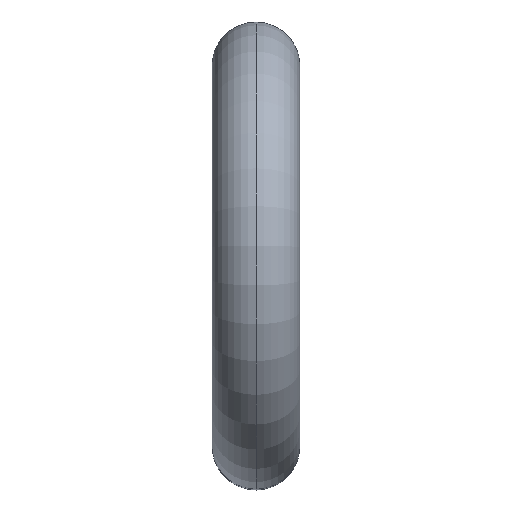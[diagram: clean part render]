
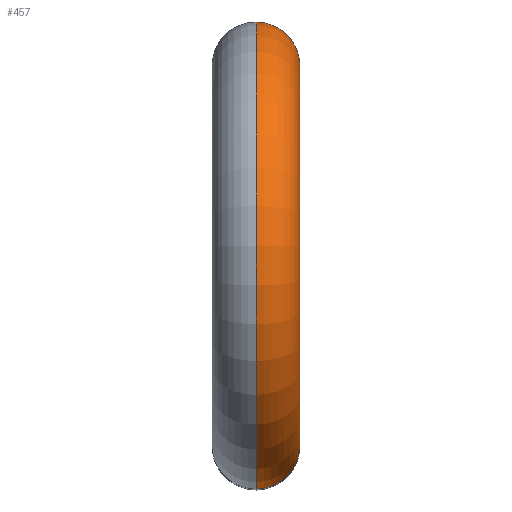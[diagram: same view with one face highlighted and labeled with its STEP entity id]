
A CAD part, top view. The second image highlights one B-rep face of the part: STEP entity #457.
In plain terms, the highlighted toroidal (fillet/blend) face has major radius 9.1 mm and minor radius 2.1 mm.
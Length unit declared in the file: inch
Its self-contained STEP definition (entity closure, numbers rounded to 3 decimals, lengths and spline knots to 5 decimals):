
#11 = CIRCLE ( 'NONE', #276, 0.27559 ) ;
#33 = DIRECTION ( 'NONE',  ( 1., 0., 0. ) ) ;
#56 = DIRECTION ( 'NONE',  ( 0., 0.805, -0.593 ) ) ;
#60 = DIRECTION ( 'NONE',  ( 0., 0., -1. ) ) ;
#63 = EDGE_CURVE ( 'NONE', #426, #448, #234, .T. ) ;
#68 = DIRECTION ( 'NONE',  ( 1., 0., 0. ) ) ;
#118 = VERTEX_POINT ( 'NONE', #480 ) ;
#123 = AXIS2_PLACEMENT_3D ( 'NONE', #411, #68, #344 ) ;
#126 = ORIENTED_EDGE ( 'NONE', *, *, #477, .F. ) ;
#127 = AXIS2_PLACEMENT_3D ( 'NONE', #334, #336, #406 ) ;
#135 = CIRCLE ( 'NONE', #147, 0.44094 ) ;
#147 = AXIS2_PLACEMENT_3D ( 'NONE', #425, #464, #60 ) ;
#161 = FACE_OUTER_BOUND ( 'NONE', #427, .T. ) ;
#162 = DIRECTION ( 'NONE',  ( 0., 0.593, 0.805 ) ) ;
#188 = ORIENTED_EDGE ( 'NONE', *, *, #63, .T. ) ;
#201 = VERTEX_POINT ( 'NONE', #378 ) ;
#202 = AXIS2_PLACEMENT_3D ( 'NONE', #288, #56, #162 ) ;
#228 = ORIENTED_EDGE ( 'NONE', *, *, #256, .F. ) ;
#234 = CIRCLE ( 'NONE', #127, 0.08268 ) ;
#243 = CARTESIAN_POINT ( 'NONE',  ( 0., -0.08268, 0.11811 ) ) ;
#247 = CARTESIAN_POINT ( 'NONE',  ( 0., 0.08268, 0.11811 ) ) ;
#256 = EDGE_CURVE ( 'NONE', #118, #201, #359, .T. ) ;
#261 = CARTESIAN_POINT ( 'NONE',  ( 0., -0.35827, 0.11811 ) ) ;
#267 = ORIENTED_EDGE ( 'NONE', *, *, #322, .T. ) ;
#276 = AXIS2_PLACEMENT_3D ( 'NONE', #261, #33, #479 ) ;
#288 = CARTESIAN_POINT ( 'NONE',  ( 0., -0.57067, -0.17041 ) ) ;
#322 = EDGE_CURVE ( 'NONE', #448, #201, #135, .T. ) ;
#334 = CARTESIAN_POINT ( 'NONE',  ( 0., 0., 0.11811 ) ) ;
#336 = DIRECTION ( 'NONE',  ( 0., 0., 1. ) ) ;
#344 = DIRECTION ( 'NONE',  ( 0., 0., -1. ) ) ;
#359 = CIRCLE ( 'NONE', #202, 0.08268 ) ;
#378 = CARTESIAN_POINT ( 'NONE',  ( 0., -0.61968, -0.23699 ) ) ;
#406 = DIRECTION ( 'NONE',  ( 0., -1., 0. ) ) ;
#411 = CARTESIAN_POINT ( 'NONE',  ( 0., -0.35827, 0.11811 ) ) ;
#425 = CARTESIAN_POINT ( 'NONE',  ( 0., -0.35827, 0.11811 ) ) ;
#426 = VERTEX_POINT ( 'NONE', #243 ) ;
#427 = EDGE_LOOP ( 'NONE', ( #188, #267, #228, #126 ) ) ;
#448 = VERTEX_POINT ( 'NONE', #247 ) ;
#457 = ADVANCED_FACE ( 'NONE', ( #161 ), #474, .T. ) ;
#464 = DIRECTION ( 'NONE',  ( 1., 0., 0. ) ) ;
#474 = TOROIDAL_SURFACE ( 'NONE', #123, 0.35827, 0.08268 ) ;
#477 = EDGE_CURVE ( 'NONE', #426, #118, #11, .T. ) ;
#479 = DIRECTION ( 'NONE',  ( 0., 0., -1. ) ) ;
#480 = CARTESIAN_POINT ( 'NONE',  ( 0., -0.52165, -0.10383 ) ) ;
